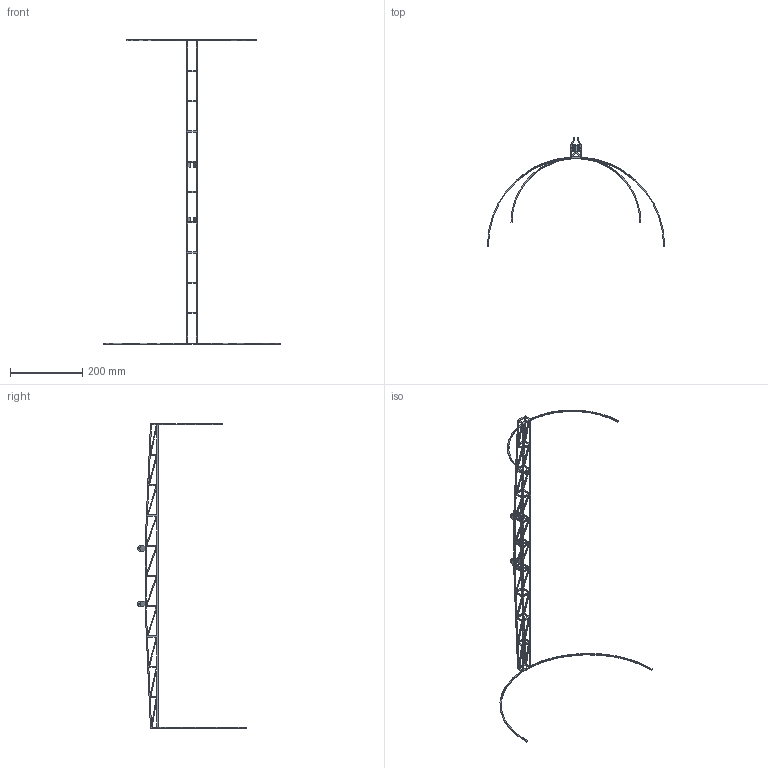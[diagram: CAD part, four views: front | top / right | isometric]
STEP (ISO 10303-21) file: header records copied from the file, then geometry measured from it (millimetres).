
FILE_DESCRIPTION(/* description */ (''),/* implementation_level */ '2;1');
FILE_NAME(/* name */ 'Motor mount assembly (Truss).step',/* time_stamp */ '2025-11-19T21:05:43-05:00',/* author */ (''),/* organization */ (''),/* preprocessor_version */ 'ST-DEVELOPER v20.1',/* originating_system */ 'Autodesk Translation Framework v14.17.0.0',/* authorisation */ '');
FILE_SCHEMA (('AUTOMOTIVE_DESIGN { 1 0 10303 214 3 1 1 }'));
Length unit declared in the file: millimetre
Products named in the file (5): rr; LL; LL v2(Mirror); LL v2(Mirror) (1); LL v2(Mirror)(Mirror)
Assembly tree (4 placements, depth 2):
  rr
    LL
    LL v2(Mirror)
    LL v2(Mirror) (1)
    LL v2(Mirror)(Mirror)
Bounding box: 491.06 x 302.27 x 843.7 mm (x, y, z)
Volume: 69159.1 mm3; surface area: 91308.8 mm2
Topology: 5 solids, 5 shells, 267 faces, 856 edges, 530 vertices
Faces by surface type: plane 242, cylinder 25
Full cylindrical faces by diameter (mm): 2 x10, 3 x4
Entity records: 10112 total; most frequent: CARTESIAN_POINT 2231, ORIENTED_EDGE 1712, DIRECTION 1416, EDGE_CURVE 856, LINE 798, VECTOR 798, VERTEX_POINT 530, EDGE_LOOP 366
